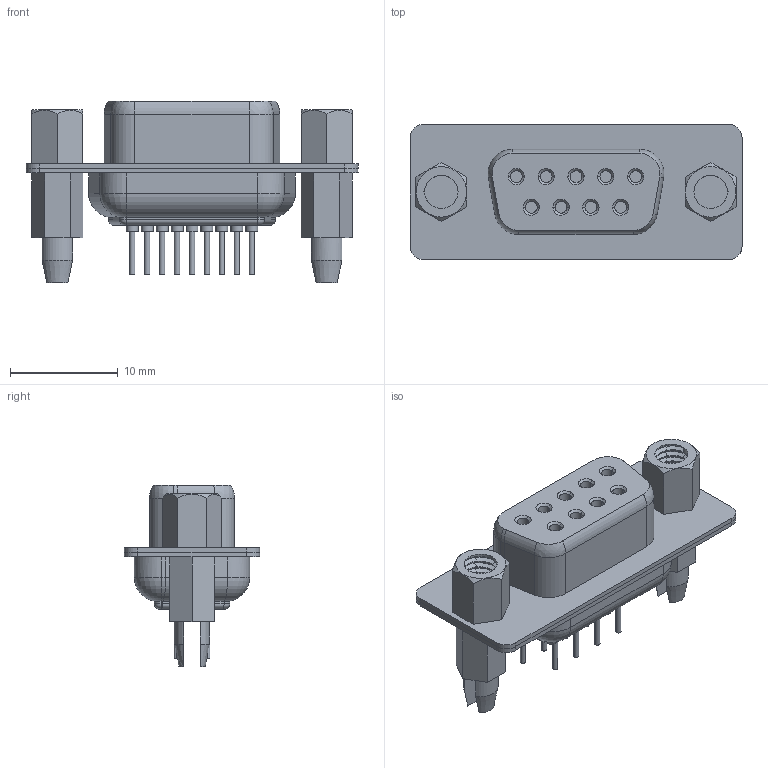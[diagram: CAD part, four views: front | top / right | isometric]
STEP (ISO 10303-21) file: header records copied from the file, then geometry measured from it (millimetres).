
FILE_DESCRIPTION(('CATIA V5 STEP Exchange','CAx-IF Rec.Pracs.--- Model Styling and Organization---1.4--- 2014-01-23'),'2;1');
FILE_NAME ('1171942-2_0', '2020-12-09T11:48:53+00:00', ('none'), ('Weidmueller'), 'CATIA Version 5-6 Release 2016 SP3 HF44', 'CATIA V5 STEP AP214', 'none');
FILE_SCHEMA(('AUTOMOTIVE_DESIGN { 1 0 10303 214 1 1 1 1 }'));
Length unit declared in the file: millimetre
Products named in the file (1): 2707200000
Bounding box: 30.81 x 12.55 x 16.86 mm (x, y, z)
Volume: 2038.5 mm3; surface area: 4824.8 mm2
Topology: 17 solids, 17 shells, 1247 faces, 2808 edges, 1606 vertices
Faces by surface type: bspline 804, cylinder 270, plane 129, cone 26, torus 12, sphere 6
Entity records: 33823 total; most frequent: CARTESIAN_POINT 14894, ORIENTED_EDGE 5608, EDGE_CURVE 2804, DIRECTION 1710, VERTEX_POINT 1606, EDGE_LOOP 1346, ADVANCED_FACE 1247, FACE_OUTER_BOUND 1247
